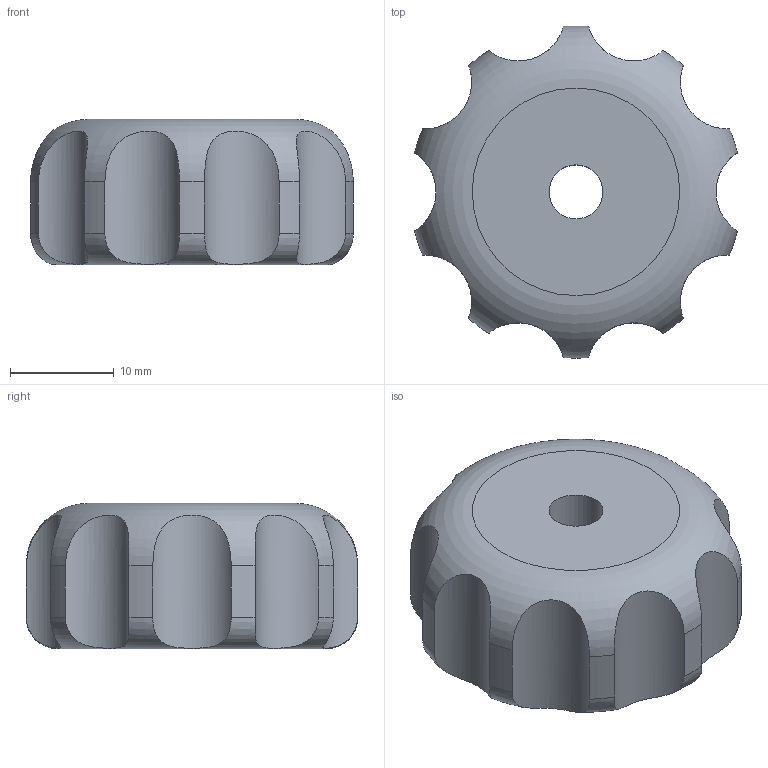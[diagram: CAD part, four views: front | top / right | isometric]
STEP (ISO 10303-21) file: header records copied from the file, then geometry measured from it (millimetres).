
FILE_DESCRIPTION(('FreeCAD Model'),'2;1');
FILE_NAME('knob-hinge-clamp-x2.step', '2021-08-28T16:53:38',('Author'),(''), 'Open CASCADE STEP processor 7.3','FreeCAD','Unknown');
FILE_SCHEMA(('AUTOMOTIVE_DESIGN { 1 0 10303 214 1 1 1 1 }'));
Length unit declared in the file: millimetre
Products named in the file (1): hinge.knob.clamp
Bounding box: 31.1 x 31.99 x 14 mm (x, y, z)
Volume: 8624 mm3; surface area: 2866.2 mm2
Topology: 1 solids, 1 shells, 32 faces, 87 edges, 58 vertices
Faces by surface type: cylinder 21, plane 9, torus 2
Full cylindrical faces by diameter (mm): 5.2 x1
Entity records: 7234 total; most frequent: CARTESIAN_POINT 5442, DIRECTION 231, ORIENTED_EDGE 174, PCURVE 174, DEFINITIONAL_REPRESENTATION 174, B_SPLINE_CURVE_WITH_KNOTS 122, LINE 109, VECTOR 109
